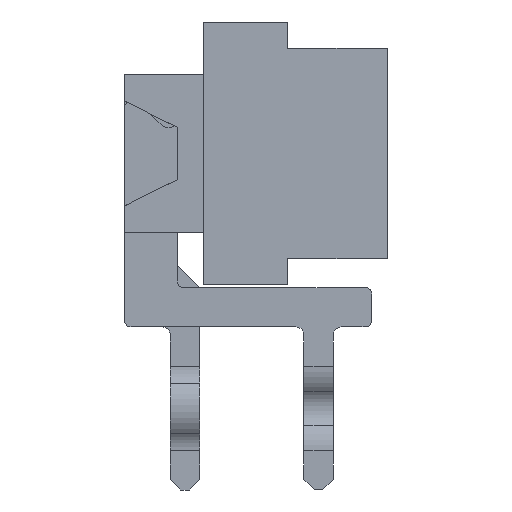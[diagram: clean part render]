
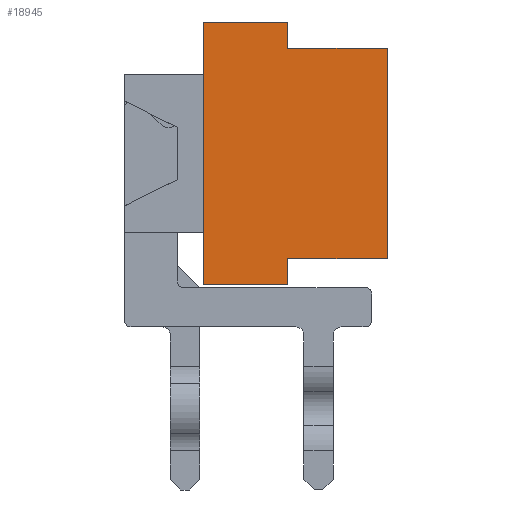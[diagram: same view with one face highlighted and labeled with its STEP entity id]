
A CAD part, front view. The second image highlights one B-rep face of the part: STEP entity #18945.
In plain terms, the highlighted face is planar.
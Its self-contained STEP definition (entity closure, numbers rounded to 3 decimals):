
#461=PLANE('',#20549);
#2249=LINE('',#30288,#4496);
#2261=LINE('',#30313,#4508);
#2262=LINE('',#30316,#4509);
#2263=LINE('',#30318,#4510);
#2264=LINE('',#30320,#4511);
#2265=LINE('',#30322,#4512);
#2266=LINE('',#30324,#4513);
#2267=LINE('',#30325,#4514);
#4496=VECTOR('',#24824,1000.);
#4508=VECTOR('',#24842,1000.);
#4509=VECTOR('',#24843,1000.);
#4510=VECTOR('',#24844,1000.);
#4511=VECTOR('',#24845,1000.);
#4512=VECTOR('',#24846,1000.);
#4513=VECTOR('',#24847,1000.);
#4514=VECTOR('',#24848,1000.);
#9108=ORIENTED_EDGE('',*,*,#12871,.T.);
#9109=ORIENTED_EDGE('',*,*,#12872,.F.);
#9110=ORIENTED_EDGE('',*,*,#12873,.F.);
#9111=ORIENTED_EDGE('',*,*,#12874,.F.);
#9112=ORIENTED_EDGE('',*,*,#12875,.F.);
#9113=ORIENTED_EDGE('',*,*,#12876,.T.);
#9114=ORIENTED_EDGE('',*,*,#12859,.F.);
#9115=ORIENTED_EDGE('',*,*,#12877,.T.);
#12859=EDGE_CURVE('',#15007,#15004,#2249,.T.);
#12871=EDGE_CURVE('',#15018,#15019,#2261,.T.);
#12872=EDGE_CURVE('',#15020,#15019,#2262,.T.);
#12873=EDGE_CURVE('',#15021,#15020,#2263,.T.);
#12874=EDGE_CURVE('',#15022,#15021,#2264,.T.);
#12875=EDGE_CURVE('',#15023,#15022,#2265,.T.);
#12876=EDGE_CURVE('',#15023,#15004,#2266,.T.);
#12877=EDGE_CURVE('',#15007,#15018,#2267,.T.);
#15004=VERTEX_POINT('',#30282);
#15007=VERTEX_POINT('',#30287);
#15018=VERTEX_POINT('',#30314);
#15019=VERTEX_POINT('',#30315);
#15020=VERTEX_POINT('',#30317);
#15021=VERTEX_POINT('',#30319);
#15022=VERTEX_POINT('',#30321);
#15023=VERTEX_POINT('',#30323);
#16674=EDGE_LOOP('',(#9108,#9109,#9110,#9111,#9112,#9113,#9114,#9115));
#17673=FACE_BOUND('',#16674,.T.);
#18945=ADVANCED_FACE('',(#17673),#461,.F.);
#20549=AXIS2_PLACEMENT_3D('',#30312,#24840,#24841);
#24824=DIRECTION('',(0.,1.,0.));
#24840=DIRECTION('',(-1.,0.,0.));
#24841=DIRECTION('',(0.,0.,1.));
#24842=DIRECTION('',(0.,1.,0.));
#24843=DIRECTION('',(0.,0.,-1.));
#24844=DIRECTION('',(0.,1.,0.));
#24845=DIRECTION('',(0.,0.,-1.));
#24846=DIRECTION('',(0.,1.,0.));
#24847=DIRECTION('',(0.,0.,-1.));
#24848=DIRECTION('',(0.,0.,-1.));
#30282=CARTESIAN_POINT('',(8.65,-2.,1.6));
#30287=CARTESIAN_POINT('',(8.65,-2.5,1.6));
#30288=CARTESIAN_POINT('',(8.65,-2.5,1.6));
#30312=CARTESIAN_POINT('',(8.65,-2.5,1.6));
#30313=CARTESIAN_POINT('',(8.65,-2.5,0.));
#30314=CARTESIAN_POINT('',(8.65,-2.5,0.));
#30315=CARTESIAN_POINT('',(8.65,2.5,0.));
#30316=CARTESIAN_POINT('',(8.65,2.5,1.6));
#30317=CARTESIAN_POINT('',(8.65,2.5,1.6));
#30318=CARTESIAN_POINT('',(8.65,-2.5,1.6));
#30319=CARTESIAN_POINT('',(8.65,2.,1.6));
#30320=CARTESIAN_POINT('',(8.65,2.,3.5));
#30321=CARTESIAN_POINT('',(8.65,2.,3.5));
#30322=CARTESIAN_POINT('',(8.65,-2.,3.5));
#30323=CARTESIAN_POINT('',(8.65,-2.,3.5));
#30324=CARTESIAN_POINT('',(8.65,-2.,3.5));
#30325=CARTESIAN_POINT('',(8.65,-2.5,1.6));
